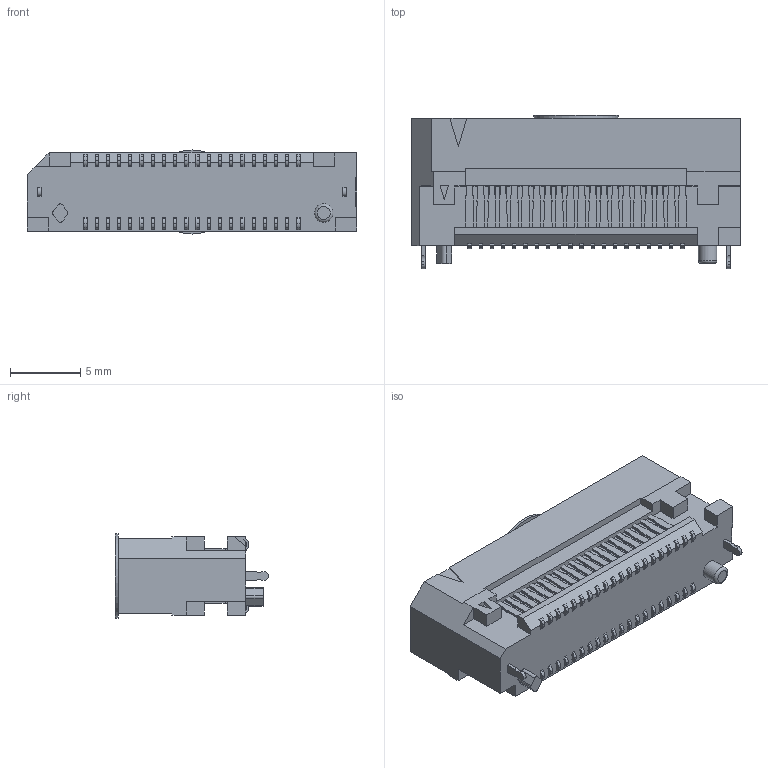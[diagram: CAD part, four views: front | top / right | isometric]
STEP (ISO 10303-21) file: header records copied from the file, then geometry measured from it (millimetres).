
FILE_DESCRIPTION(/* description */ ('STEP AP214'),/* implementation_level */ '2;1');
FILE_NAME(/* name */ 'ERF8-020-09_0-L-DV-K-TR',/* time_stamp */ '2024-10-23T12:05:31+02:00',/* author */ ('License CC BY-ND 4.0'),/* organization */ ('CADENAS'),/* preprocessor_version */ 'ST-DEVELOPER v19.3',/* originating_system */ 'PARTsolutions',/* authorisation */ ' ');
FILE_SCHEMA (('AUTOMOTIVE_DESIGN {1 0 10303 214 3 1 1}'));
Products named in the file (5): ERF8-020-09.0-L-DV-K-TR; ERF8-020-09.0-DV-KTR; ERF8-C-211-09.0-020PN; ERF8-C-211-09.0-0202PN; ERF8-005-09.0-DVPFP
Assembly tree (4 placements, depth 2):
  ERF8-020-09.0-L-DV-K-TR
    ERF8-020-09.0-DV-KTR
    ERF8-C-211-09.0-020PN
    ERF8-C-211-09.0-0202PN
    ERF8-005-09.0-DVPFP
Bounding box: 23.5 x 10.93 x 6 mm (x, y, z)
Volume: 731.8 mm3; surface area: 1806.5 mm2
Topology: 4 solids, 4 shells, 2344 faces, 7064 edges, 4734 vertices
Faces by surface type: plane 1631, cylinder 712, torus 1
Full cylindrical faces by diameter (mm): 1.32 x1, 6 x1
Entity records: 83174 total; most frequent: CARTESIAN_POINT 14142, ORIENTED_EDGE 14120, DIRECTION 13183, EDGE_CURVE 7060, LINE 5635, VECTOR 5635, VERTEX_POINT 4733, AXIS2_PLACEMENT_3D 3774
